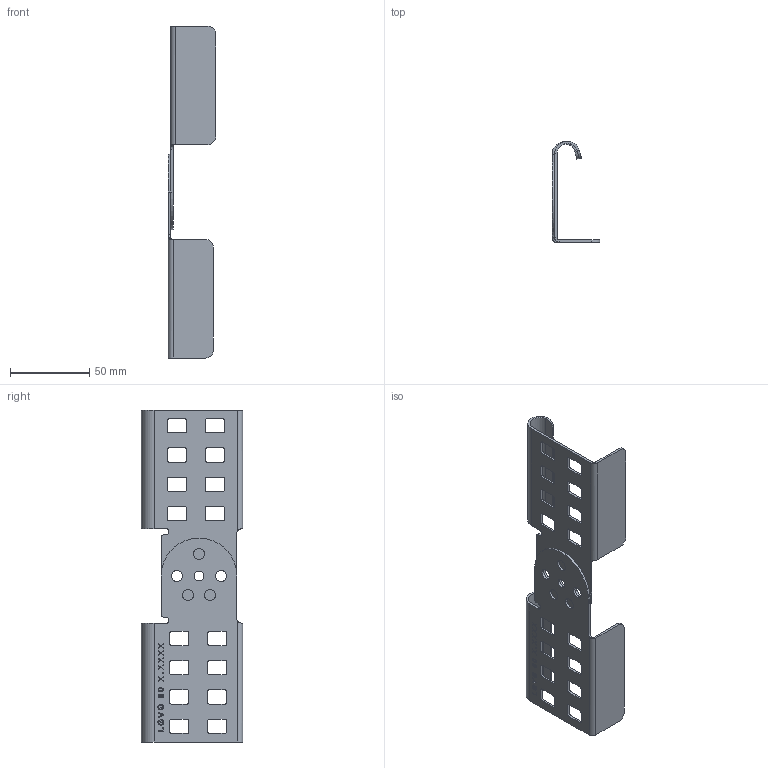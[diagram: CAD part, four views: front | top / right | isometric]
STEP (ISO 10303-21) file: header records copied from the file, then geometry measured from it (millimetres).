
FILE_DESCRIPTION((''),'2;1');
FILE_NAME('6208941_ASM','2013-01-28T',('AndreasKeweloh'),(''),'PRO/ENGINEER BY PARAMETRIC TECHNOLOGY CORPORATION, 2012360','PRO/ENGINEER BY PARAMETRIC TECHNOLOGY CORPORATION, 2012360','');
FILE_SCHEMA(('CONFIG_CONTROL_DESIGN'));
Length unit declared in the file: millimetre
Products named in the file (3): KTS_07_026-017; KTS_07_026-018; 6208941_ASM
Assembly tree (2 placements, depth 2):
  6208941_ASM
    KTS_07_026-017
    KTS_07_026-018
Bounding box: 30 x 64 x 210 mm (x, y, z)
Volume: 27924.1 mm3; surface area: 39986.7 mm2
Topology: 2 solids, 2 shells, 558 faces, 1548 edges, 1022 vertices
Faces by surface type: plane 310, cylinder 122, extrusion 120, bspline 6
Entity records: 22447 total; most frequent: CARTESIAN_POINT 8220, ORIENTED_EDGE 3096, DIRECTION 2552, EDGE_CURVE 1548, VECTOR 1170, LINE 1050, VERTEX_POINT 1022, AXIS2_PLACEMENT_3D 691
